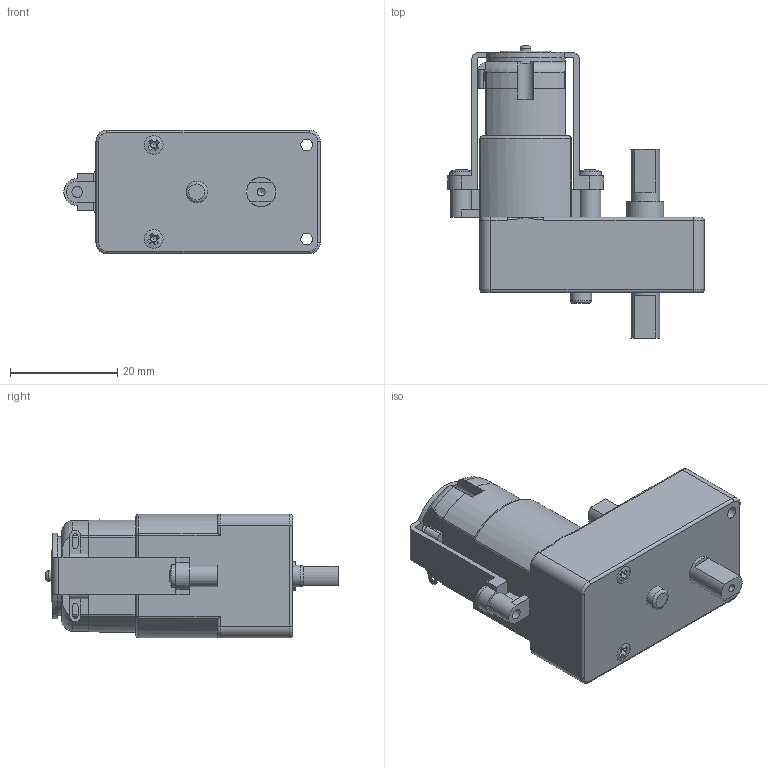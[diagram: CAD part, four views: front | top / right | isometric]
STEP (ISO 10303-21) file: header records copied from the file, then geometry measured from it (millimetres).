
FILE_DESCRIPTION (( 'STEP AP214' ), '1' );
FILE_NAME ('Motoreducteur MT04.STEP', '2024-01-16T12:45:03', ( '' ), ( '' ), 'SwSTEP 2.0', 'SolidWorks 2020', '' );
FILE_SCHEMA (( 'AUTOMOTIVE_DESIGN' ));
Length unit declared in the file: millimetre
Products named in the file (6): Réducteur; cross recessed binding head screw_jis_JIS B 1111 Binding head screw M2 x 6 --6N; Motoreducteur MT04; Arceau; Moteur DC MT04; Axe MT04
Assembly tree (8 placements, depth 2):
  Motoreducteur MT04
    Réducteur
    Axe MT04
    Moteur DC MT04
    Arceau
    cross recessed binding head screw_jis_JIS B 1111 Binding head screw M2 x 6 --6N  x4
Bounding box: 47.8 x 54.5 x 23 mm (x, y, z)
Volume: 23910.7 mm3; surface area: 11402 mm2
Topology: 8 solids, 8 shells, 327 faces, 807 edges, 502 vertices
Faces by surface type: plane 183, cylinder 85, cone 26, torus 21, sphere 8, bspline 4
Full cylindrical faces by diameter (mm): 1.5 x2, 2 x9, 2.2 x2, 3.5 x2, 4 x1, 4.3 x4, 5.4 x1, 5.5 x1, 6.9 x1, 9.8 x1, 12.25 x1, 14.75 x1
Entity records: 8340 total; most frequent: CARTESIAN_POINT 1512, DIRECTION 1252, ORIENTED_EDGE 1146, EDGE_CURVE 573, AXIS2_PLACEMENT_3D 465, VERTEX_POINT 379, LINE 322, VECTOR 322
